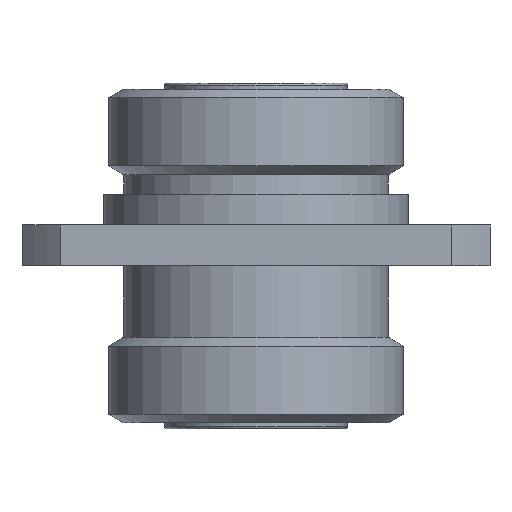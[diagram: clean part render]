
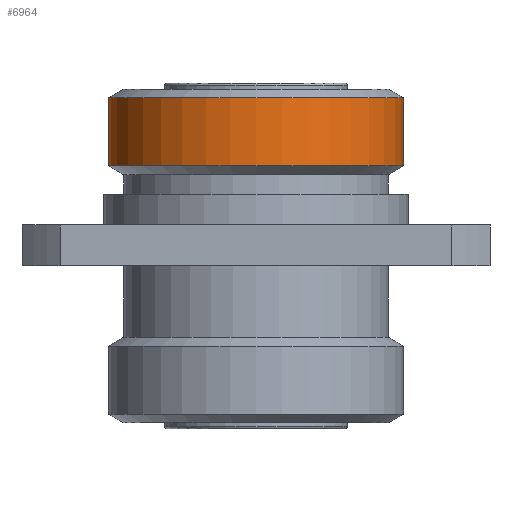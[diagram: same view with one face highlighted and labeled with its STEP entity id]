
A CAD part, front view. The second image highlights one B-rep face of the part: STEP entity #6964.
In plain terms, the highlighted cylindrical face has radius 14.5 mm (diameter 29 mm), a partial arc.
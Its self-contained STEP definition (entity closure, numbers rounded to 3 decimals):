
#10 = CARTESIAN_POINT ( 'NONE',  ( 14.5, 0., 1.662 ) ) ;
#282 = CARTESIAN_POINT ( 'NONE',  ( -14.5, 0., -8.134 ) ) ;
#702 = CARTESIAN_POINT ( 'NONE',  ( 14.5, 0., -8.134 ) ) ;
#980 = EDGE_CURVE ( 'NONE', #12075, #15019, #14525, .T. ) ;
#1000 = DIRECTION ( 'NONE',  ( 0., 0., 1. ) ) ;
#1104 = CARTESIAN_POINT ( 'NONE',  ( -14.5, 0., -1.466 ) ) ;
#1154 = DIRECTION ( 'NONE',  ( 0., 0., 1. ) ) ;
#1350 = CARTESIAN_POINT ( 'NONE',  ( 0., 0., -1.466 ) ) ;
#1368 = EDGE_CURVE ( 'NONE', #10069, #12075, #12311, .T. ) ;
#2219 = CARTESIAN_POINT ( 'NONE',  ( 0., 0., -8.134 ) ) ;
#2260 = CARTESIAN_POINT ( 'NONE',  ( -14.5, 0., 1.662 ) ) ;
#2509 = DIRECTION ( 'NONE',  ( 1., 0., 0. ) ) ;
#2627 = AXIS2_PLACEMENT_3D ( 'NONE', #2219, #10445, #3393 ) ;
#3325 = VECTOR ( 'NONE', #10438, 1000. ) ;
#3328 = ORIENTED_EDGE ( 'NONE', *, *, #4686, .T. ) ;
#3349 = VECTOR ( 'NONE', #1154, 1000. ) ;
#3369 = DIRECTION ( 'NONE',  ( 1., 0., 0. ) ) ;
#3393 = DIRECTION ( 'NONE',  ( 1., 0., 0. ) ) ;
#3920 = CYLINDRICAL_SURFACE ( 'NONE', #10218, 14.5 ) ;
#4686 = EDGE_CURVE ( 'NONE', #9732, #15019, #12332, .T. ) ;
#6964 = ADVANCED_FACE ( 'NONE', ( #14709 ), #3920, .T. ) ;
#8394 = ORIENTED_EDGE ( 'NONE', *, *, #11263, .T. ) ;
#9127 = ORIENTED_EDGE ( 'NONE', *, *, #980, .F. ) ;
#9537 = DIRECTION ( 'NONE',  ( 0., 0., 1. ) ) ;
#9732 = VERTEX_POINT ( 'NONE', #702 ) ;
#10069 = VERTEX_POINT ( 'NONE', #282 ) ;
#10218 = AXIS2_PLACEMENT_3D ( 'NONE', #11523, #1000, #3369 ) ;
#10343 = CARTESIAN_POINT ( 'NONE',  ( 14.5, 0., -1.466 ) ) ;
#10438 = DIRECTION ( 'NONE',  ( 0., 0., 1. ) ) ;
#10445 = DIRECTION ( 'NONE',  ( 0., 0., 1. ) ) ;
#10825 = AXIS2_PLACEMENT_3D ( 'NONE', #1350, #9537, #2509 ) ;
#11215 = CIRCLE ( 'NONE', #2627, 14.5 ) ;
#11263 = EDGE_CURVE ( 'NONE', #10069, #9732, #11215, .T. ) ;
#11523 = CARTESIAN_POINT ( 'NONE',  ( 0., 0., 1.662 ) ) ;
#12075 = VERTEX_POINT ( 'NONE', #1104 ) ;
#12311 = LINE ( 'NONE', #2260, #3325 ) ;
#12332 = LINE ( 'NONE', #10, #3349 ) ;
#13174 = ORIENTED_EDGE ( 'NONE', *, *, #1368, .F. ) ;
#14525 = CIRCLE ( 'NONE', #10825, 14.5 ) ;
#14709 = FACE_OUTER_BOUND ( 'NONE', #15055, .T. ) ;
#15019 = VERTEX_POINT ( 'NONE', #10343 ) ;
#15055 = EDGE_LOOP ( 'NONE', ( #13174, #8394, #3328, #9127 ) ) ;
